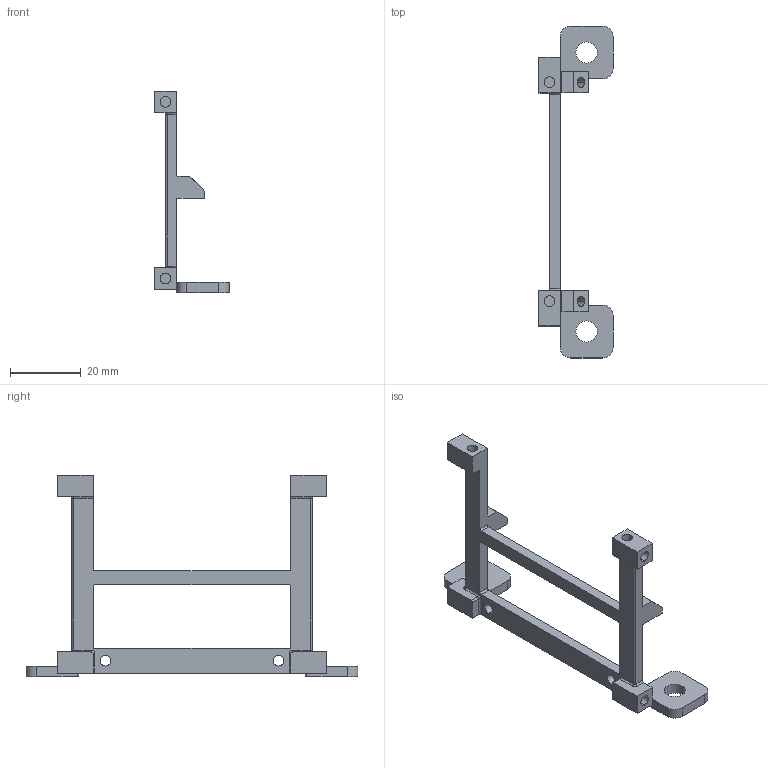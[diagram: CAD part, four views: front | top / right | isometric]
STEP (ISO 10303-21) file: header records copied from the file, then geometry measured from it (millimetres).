
FILE_DESCRIPTION (( 'STEP AP203' ), '1' );
FILE_NAME ('wall.STEP', '2020-10-18T10:56:27', ( '' ), ( '' ), 'SwSTEP 2.0', 'SolidWorks 2018', '' );
FILE_SCHEMA (( 'CONFIG_CONTROL_DESIGN' ));
Length unit declared in the file: millimetre
Products named in the file (1): wall
Bounding box: 21 x 94 x 57 mm (x, y, z)
Volume: 6288.5 mm3; surface area: 6340.7 mm2
Topology: 1 solids, 1 shells, 122 faces, 322 edges, 210 vertices
Faces by surface type: cylinder 58, plane 58, torus 6
Entity records: 3893 total; most frequent: DIRECTION 690, CARTESIAN_POINT 655, ORIENTED_EDGE 644, EDGE_CURVE 322, AXIS2_PLACEMENT_3D 245, VERTEX_POINT 210, LINE 200, VECTOR 200
